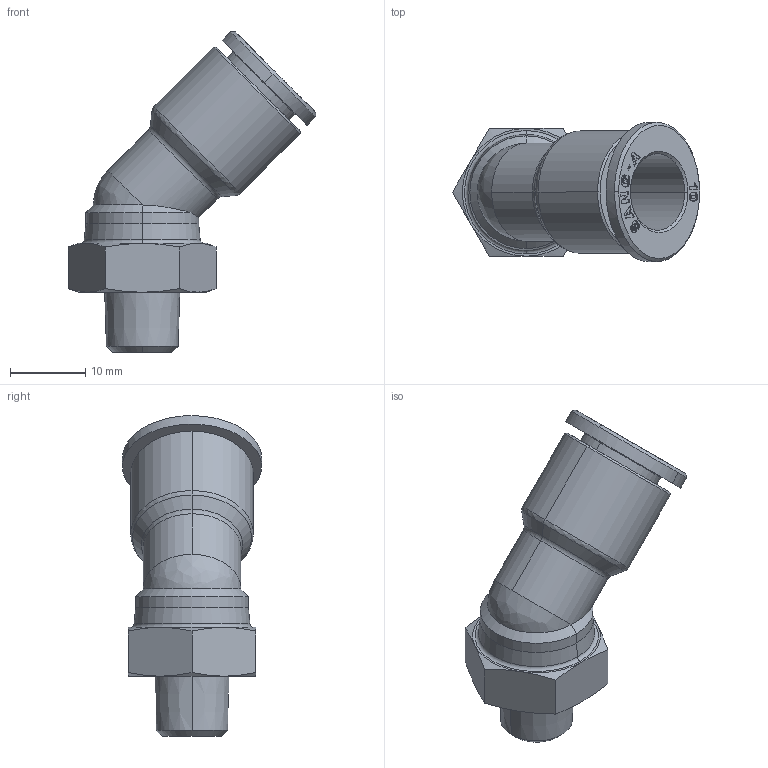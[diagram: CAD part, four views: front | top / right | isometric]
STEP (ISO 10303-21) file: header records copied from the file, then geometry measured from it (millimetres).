
FILE_DESCRIPTION (( 'STEP AP214' ), '1' );
FILE_NAME ('PL10-01 45.stp', '2015-09-08T06:54:04', ( '' ), ( '' ), 'SwSTEP 2.0', 'SolidWorks 2015', '' );
FILE_SCHEMA (( 'AUTOMOTIVE_DESIGN' ));
Length unit declared in the file: millimetre
Products named in the file (2): PL10-01 45; ｦ+ﾃｦ1
Assembly tree (1 placements, depth 2):
  PL10-01 45
    ｦ+ﾃｦ1
Bounding box: 32.87 x 18.5 x 42.65 mm (x, y, z)
Volume: 5649.6 mm3; surface area: 3585.7 mm2
Topology: 1 solids, 1 shells, 451 faces, 1264 edges, 831 vertices
Faces by surface type: plane 390, cone 31, cylinder 14, bspline 12, torus 4
Entity records: 15656 total; most frequent: CARTESIAN_POINT 3471, ORIENTED_EDGE 2526, DIRECTION 2174, EDGE_CURVE 1263, LINE 1138, VECTOR 1138, VERTEX_POINT 831, AXIS2_PLACEMENT_3D 518
